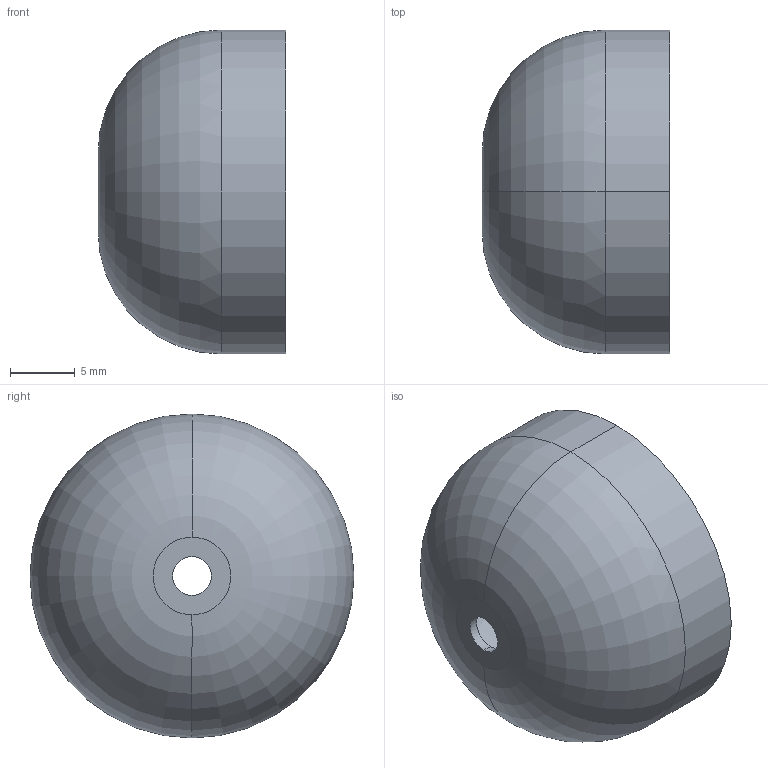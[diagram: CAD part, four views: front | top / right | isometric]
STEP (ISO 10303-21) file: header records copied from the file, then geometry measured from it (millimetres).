
FILE_DESCRIPTION (( 'STEP AP214' ), '1' );
FILE_NAME ('Carriage - Bell.STEP', '2025-07-06T08:34:29', ( '' ), ( '' ), 'SwSTEP 2.0', 'SolidWorks 2025', '' );
FILE_SCHEMA (( 'AUTOMOTIVE_DESIGN' ));
Length unit declared in the file: millimetre
Products named in the file (1): Carriage - Bell
Bounding box: 14.5 x 25 x 25 mm (x, y, z)
Volume: 840.1 mm3; surface area: 2461.3 mm2
Topology: 1 solids, 1 shells, 13 faces, 26 edges, 16 vertices
Faces by surface type: cylinder 6, torus 4, plane 3
Entity records: 386 total; most frequent: DIRECTION 74, CARTESIAN_POINT 56, ORIENTED_EDGE 52, AXIS2_PLACEMENT_3D 34, EDGE_CURVE 26, CIRCLE 20, EDGE_LOOP 16, VERTEX_POINT 16
